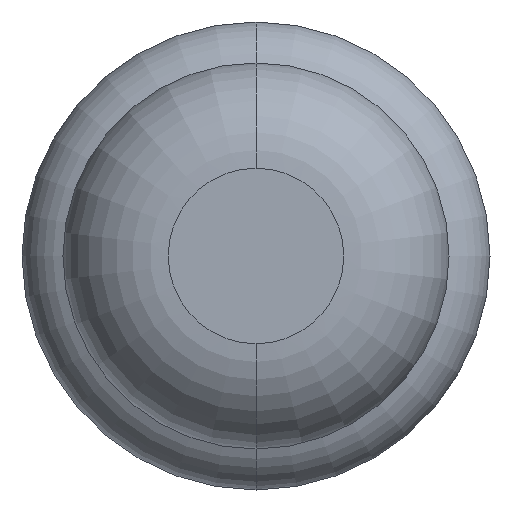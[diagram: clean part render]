
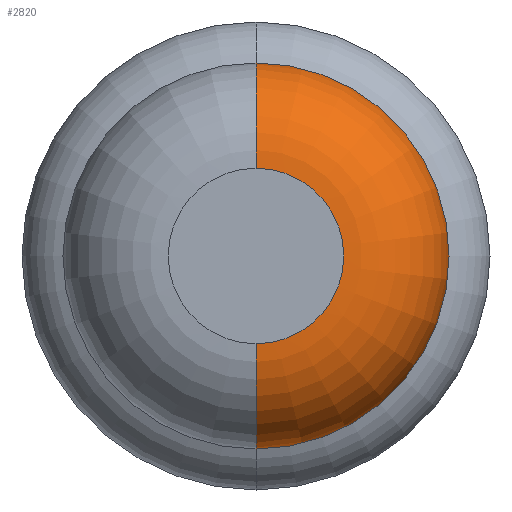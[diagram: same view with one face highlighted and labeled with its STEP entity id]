
A CAD part, front view. The second image highlights one B-rep face of the part: STEP entity #2820.
In plain terms, the highlighted toroidal (fillet/blend) face has major radius 0.375 mm and minor radius 0.45 mm.
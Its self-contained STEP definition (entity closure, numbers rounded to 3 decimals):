
#180 = EDGE_LOOP ( 'NONE', ( #1063, #1936, #539, #1378 ) ) ;
#253 = CIRCLE ( 'NONE', #3196, 0.825 ) ;
#345 = CARTESIAN_POINT ( 'NONE',  ( 0., -28.55, 0. ) ) ;
#539 = ORIENTED_EDGE ( 'NONE', *, *, #3225, .F. ) ;
#565 = CARTESIAN_POINT ( 'NONE',  ( 0., -29., 0.375 ) ) ;
#798 = DIRECTION ( 'NONE',  ( 0., 1., 0. ) ) ;
#856 = VERTEX_POINT ( 'NONE', #3251 ) ;
#899 = DIRECTION ( 'NONE',  ( 0., 0., 1. ) ) ;
#921 = DIRECTION ( 'NONE',  ( 0., 0., 1. ) ) ;
#1063 = ORIENTED_EDGE ( 'NONE', *, *, #2447, .T. ) ;
#1244 = CARTESIAN_POINT ( 'NONE',  ( 0., -28.55, -0.825 ) ) ;
#1370 = TOROIDAL_SURFACE ( 'NONE', #1493, 0.375, 0.45 ) ;
#1375 = DIRECTION ( 'NONE',  ( 0., 0., 1. ) ) ;
#1378 = ORIENTED_EDGE ( 'NONE', *, *, #1446, .F. ) ;
#1382 = CIRCLE ( 'NONE', #2996, 0.45 ) ;
#1388 = CIRCLE ( 'NONE', #2667, 0.45 ) ;
#1398 = CARTESIAN_POINT ( 'NONE',  ( 0., -28.55, 0.375 ) ) ;
#1425 = CARTESIAN_POINT ( 'NONE',  ( 0., -28.55, 0.825 ) ) ;
#1434 = AXIS2_PLACEMENT_3D ( 'NONE', #2332, #798, #2840 ) ;
#1446 = EDGE_CURVE ( 'NONE', #2127, #2829, #1388, .T. ) ;
#1493 = AXIS2_PLACEMENT_3D ( 'NONE', #3202, #2204, #921 ) ;
#1637 = CARTESIAN_POINT ( 'NONE',  ( 0., -28.55, -0.375 ) ) ;
#1693 = DIRECTION ( 'NONE',  ( 0., 0., -1. ) ) ;
#1906 = EDGE_CURVE ( 'NONE', #856, #2011, #1382, .T. ) ;
#1936 = ORIENTED_EDGE ( 'NONE', *, *, #1906, .T. ) ;
#2011 = VERTEX_POINT ( 'NONE', #1244 ) ;
#2095 = CIRCLE ( 'NONE', #1434, 0.375 ) ;
#2127 = VERTEX_POINT ( 'NONE', #565 ) ;
#2204 = DIRECTION ( 'NONE',  ( 0., 1., 0. ) ) ;
#2332 = CARTESIAN_POINT ( 'NONE',  ( 0., -29., 0. ) ) ;
#2447 = EDGE_CURVE ( 'Defeature ausgef�hrt1_7+Defeature ausgef�hrt1_6+Defeature ausgef�hrt1_6+Defeature ausgef�hrt1_6', #2127, #856, #2095, .T. ) ;
#2464 = FACE_OUTER_BOUND ( 'NONE', #180, .T. ) ;
#2630 = DIRECTION ( 'NONE',  ( 1., 0., 0. ) ) ;
#2667 = AXIS2_PLACEMENT_3D ( 'NONE', #1398, #3185, #899 ) ;
#2820 = ADVANCED_FACE ( 'Defeature ausgef�hrt1_7', ( #2464 ), #1370, .T. ) ;
#2829 = VERTEX_POINT ( 'NONE', #1425 ) ;
#2840 = DIRECTION ( 'NONE',  ( 0., 0., 1. ) ) ;
#2922 = DIRECTION ( 'NONE',  ( 0., 1., 0. ) ) ;
#2996 = AXIS2_PLACEMENT_3D ( 'NONE', #1637, #2630, #1693 ) ;
#3185 = DIRECTION ( 'NONE',  ( -1., 0., 0. ) ) ;
#3196 = AXIS2_PLACEMENT_3D ( 'NONE', #345, #2922, #1375 ) ;
#3202 = CARTESIAN_POINT ( 'NONE',  ( 0., -28.55, 0. ) ) ;
#3225 = EDGE_CURVE ( 'Defeature ausgef�hrt1_8+Defeature ausgef�hrt1_7+Defeature ausgef�hrt1_7+Defeature ausgef�hrt1_7', #2829, #2011, #253, .T. ) ;
#3251 = CARTESIAN_POINT ( 'NONE',  ( 0., -29., -0.375 ) ) ;
